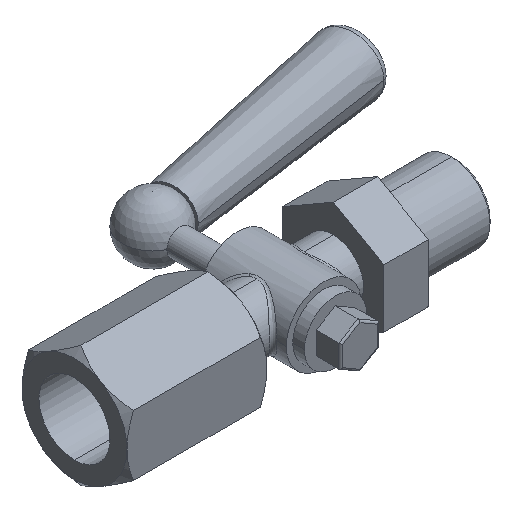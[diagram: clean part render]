
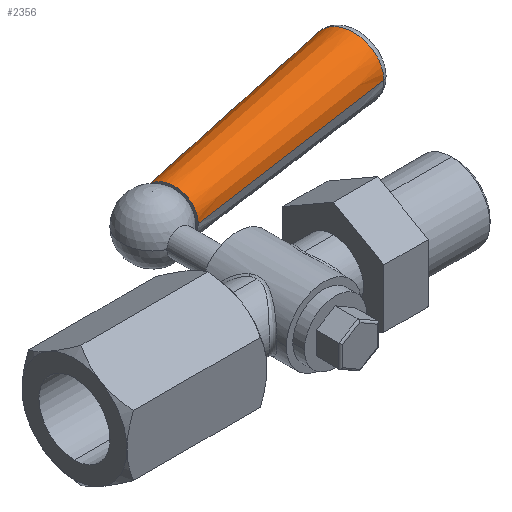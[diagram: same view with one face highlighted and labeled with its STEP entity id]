
A CAD part, isometric view. The second image highlights one B-rep face of the part: STEP entity #2356.
In plain terms, the highlighted conical face has half-angle 1.814 degrees and reference radius 8.15 mm.
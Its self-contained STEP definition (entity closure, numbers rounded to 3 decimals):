
#874 = FACE_OUTER_BOUND ( 'NONE', #1157, .T. ) ;
#889 = CONICAL_SURFACE ( 'NONE', #2607, 8.15, 0.032 ) ;
#905 = CIRCLE ( 'NONE', #2622, 8.085 ) ;
#920 = LINE ( 'NONE', #1325, #922 ) ;
#922 = VECTOR ( 'NONE', #1333, 1000. ) ;
#929 = CIRCLE ( 'NONE', #2630, 6.3 ) ;
#937 = LINE ( 'NONE', #1360, #939 ) ;
#939 = VECTOR ( 'NONE', #1361, 1000. ) ;
#1157 = EDGE_LOOP ( 'NONE', ( #1180, #1184, #1231, #1232 ) ) ;
#1180 = ORIENTED_EDGE ( 'NONE', *, *, #2440, .F. ) ;
#1184 = ORIENTED_EDGE ( 'NONE', *, *, #2434, .T. ) ;
#1231 = ORIENTED_EDGE ( 'NONE', *, *, #2423, .T. ) ;
#1232 = ORIENTED_EDGE ( 'NONE', *, *, #2448, .F. ) ;
#1325 = CARTESIAN_POINT ( 'NONE',  ( 64.297, 35.943, 0. ) ) ;
#1333 = DIRECTION ( 'NONE',  ( 0.99, 0.142, 0. ) ) ;
#1349 = CARTESIAN_POINT ( 'NONE',  ( 5.369, 33.828, 0. ) ) ;
#1350 = DIRECTION ( 'NONE',  ( -0.985, -0.174, 0. ) ) ;
#1351 = DIRECTION ( 'NONE',  ( 0.174, -0.985, 0. ) ) ;
#1360 = CARTESIAN_POINT ( 'NONE',  ( 61.466, 51.995, 0. ) ) ;
#1361 = DIRECTION ( 'NONE',  ( 0.979, 0.205, 0. ) ) ;
#1395 = CARTESIAN_POINT ( 'NONE',  ( 4.275, 40.033, 0. ) ) ;
#1402 = CARTESIAN_POINT ( 'NONE',  ( 6.463, 27.624, 0. ) ) ;
#1412 = CARTESIAN_POINT ( 'NONE',  ( 62.253, 35.649, 0. ) ) ;
#1432 = CARTESIAN_POINT ( 'NONE',  ( 59.446, 51.573, 0. ) ) ;
#1776 = DIRECTION ( 'NONE',  ( -0.174, 0.985, 0. ) ) ;
#1780 = DIRECTION ( 'NONE',  ( 0.985, 0.174, 0. ) ) ;
#1781 = CARTESIAN_POINT ( 'NONE',  ( 62.881, 43.969, 0. ) ) ;
#1843 = CARTESIAN_POINT ( 'NONE',  ( 60.85, 43.611, 0. ) ) ;
#1844 = DIRECTION ( 'NONE',  ( -0.985, -0.174, 0. ) ) ;
#1845 = DIRECTION ( 'NONE',  ( 0.174, -0.985, 0. ) ) ;
#2356 = ADVANCED_FACE ( 'NONE', ( #874 ), #889, .T. ) ;
#2423 = EDGE_CURVE ( 'NONE', #2728, #2760, #905, .T. ) ;
#2434 = EDGE_CURVE ( 'NONE', #2714, #2728, #920, .T. ) ;
#2440 = EDGE_CURVE ( 'NONE', #2714, #2697, #929, .T. ) ;
#2448 = EDGE_CURVE ( 'NONE', #2697, #2760, #937, .T. ) ;
#2607 = AXIS2_PLACEMENT_3D ( 'NONE', #1781, #1780, #1776 ) ;
#2622 = AXIS2_PLACEMENT_3D ( 'NONE', #1843, #1844, #1845 ) ;
#2630 = AXIS2_PLACEMENT_3D ( 'NONE', #1349, #1350, #1351 ) ;
#2697 = VERTEX_POINT ( 'NONE', #1395 ) ;
#2714 = VERTEX_POINT ( 'NONE', #1402 ) ;
#2728 = VERTEX_POINT ( 'NONE', #1412 ) ;
#2760 = VERTEX_POINT ( 'NONE', #1432 ) ;
